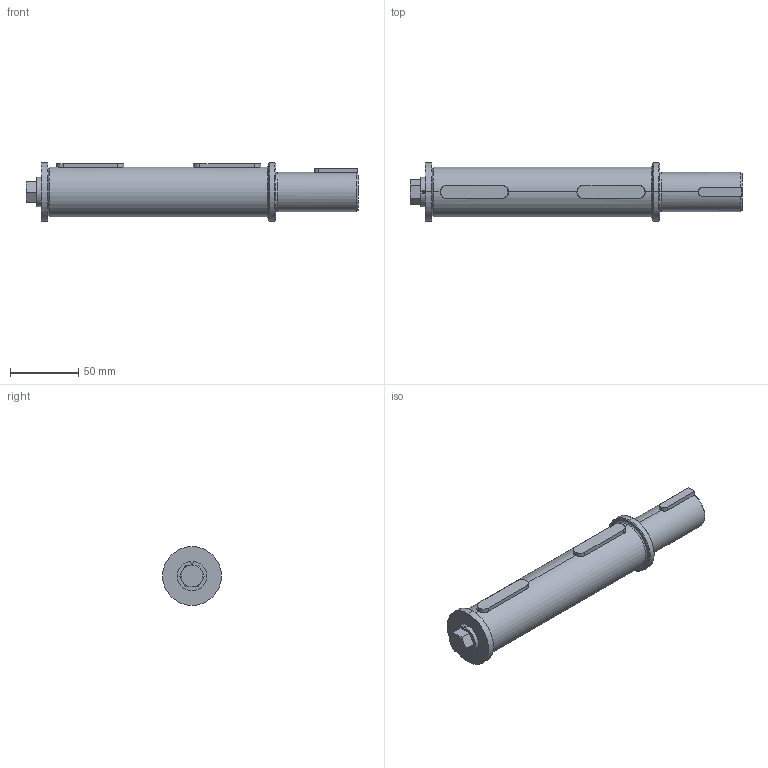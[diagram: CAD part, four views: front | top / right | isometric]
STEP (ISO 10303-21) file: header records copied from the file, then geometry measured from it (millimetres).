
FILE_DESCRIPTION (( 'STEP AP203' ), '1' );
FILE_NAME ('WGSS-237-S.step', '2023-01-30T20:58:21', ( '' ), ( '' ), 'SwSTEP 2.0', 'SolidWorks 2021', '' );
FILE_SCHEMA (( 'CONFIG_CONTROL_DESIGN' ));
Length unit declared in the file: inch
Products named in the file (1): WGSS-237-S
Bounding box: 242.73 x 43 x 43 mm (x, y, z)
Volume: 227479.6 mm3; surface area: 39780.6 mm2
Topology: 7 solids, 7 shells, 93 faces, 208 edges, 131 vertices
Faces by surface type: plane 41, cylinder 31, cone 17, bspline 4
Entity records: 3073 total; most frequent: CARTESIAN_POINT 943, DIRECTION 434, ORIENTED_EDGE 412, EDGE_CURVE 206, AXIS2_PLACEMENT_3D 166, VERTEX_POINT 131, LINE 102, VECTOR 102
